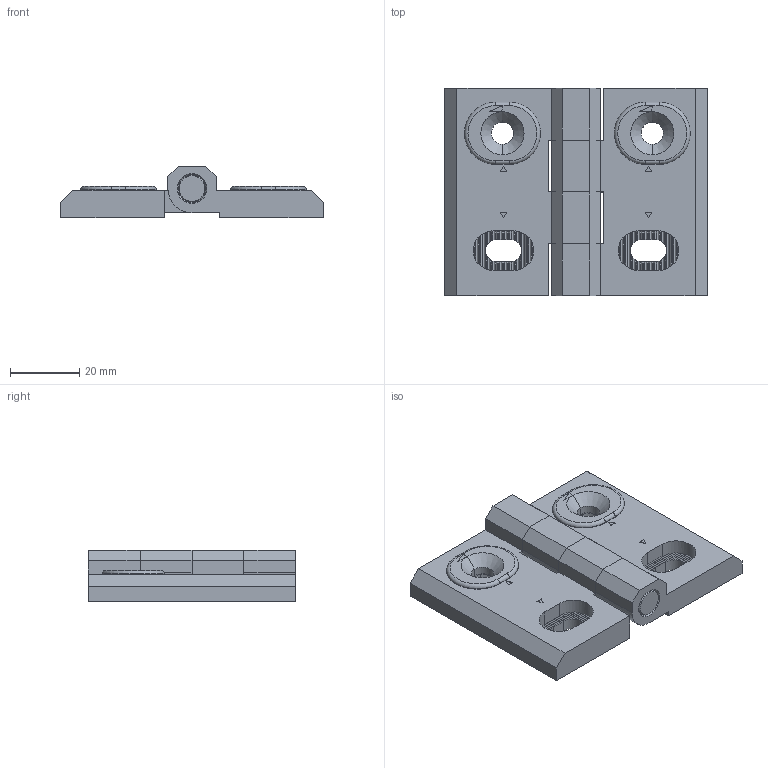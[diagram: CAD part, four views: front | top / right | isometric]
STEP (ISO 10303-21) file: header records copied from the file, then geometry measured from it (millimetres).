
FILE_DESCRIPTION (( 'STEP AP214' ), '1' );
FILE_NAME ('SAFE00H1224-Charnière Zn horizontale.step', '2023-03-24T09:30:23', ( 'Altae' ), ( '' ), 'SwSTEP 2.0', 'SolidWorks 2021', '' );
FILE_SCHEMA (( 'AUTOMOTIVE_DESIGN' ));
Length unit declared in the file: millimetre
Products named in the file (6): 04^SAFE00H1224-Charnière Zn horizontale; 05^SAFE00H1224-Charnière Zn horizontale; SAFE00H1224-Charnière Zn horizontale; 01^SAFE00H1224-Charnière Zn horizontale; 03^SAFE00H1224-Charnière Zn horizontale; 02^SAFE00H1224-Charnière Zn horizontale
Assembly tree (5 placements, depth 2):
  SAFE00H1224-Charnière Zn horizontale
    01^SAFE00H1224-Charnière Zn horizontale
    02^SAFE00H1224-Charnière Zn horizontale
    03^SAFE00H1224-Charnière Zn horizontale
    04^SAFE00H1224-Charnière Zn horizontale
    05^SAFE00H1224-Charnière Zn horizontale
Bounding box: 76 x 60 x 15 mm (x, y, z)
Volume: 35724.2 mm3; surface area: 18918.7 mm2
Topology: 5 solids, 5 shells, 592 faces, 1688 edges, 1112 vertices
Faces by surface type: plane 518, cylinder 46, cone 24, torus 4
Entity records: 19190 total; most frequent: CARTESIAN_POINT 5320, ORIENTED_EDGE 3376, DIRECTION 2344, EDGE_CURVE 1688, VERTEX_POINT 1112, LINE 952, VECTOR 952, AXIS2_PLACEMENT_3D 696
